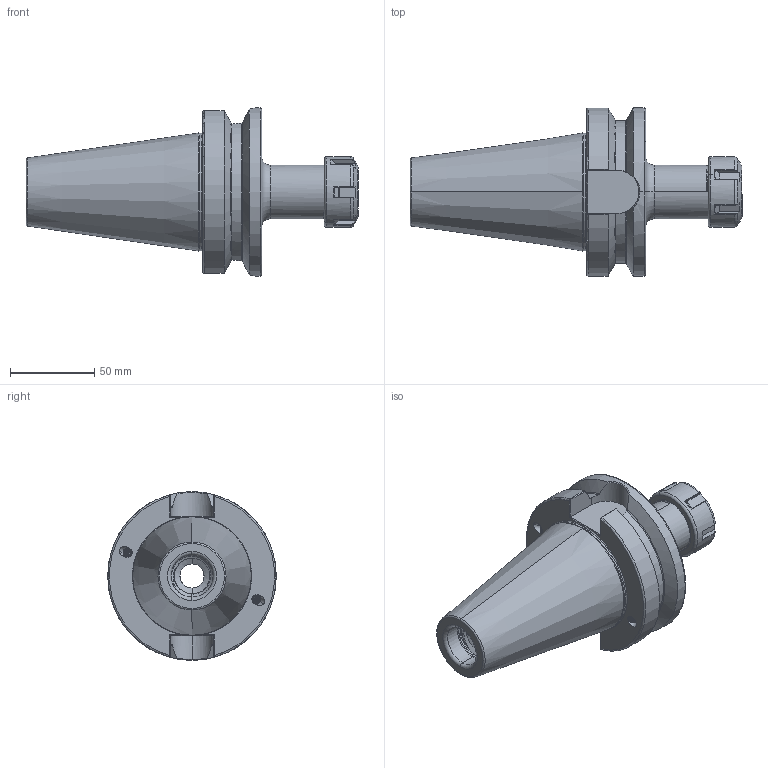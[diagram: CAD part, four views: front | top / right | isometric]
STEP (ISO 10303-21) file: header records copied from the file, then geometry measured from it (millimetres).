
FILE_DESCRIPTION (( 'STEP AP203' ), '1' );
FILE_NAME ('506.02.16.1.STEP', '2016-11-26T00:51:30', ( '' ), ( '' ), 'SwSTEP 2.0', 'SolidWorks 2012', '' );
FILE_SCHEMA (( 'CONFIG_CONTROL_DESIGN' ));
Length unit declared in the file: millimetre
Products named in the file (3): 2-01.100.0250200C7_ER25螺帽(六溝); 506.02.16.1
Assembly tree (2 placements, depth 2):
  506.02.16.1
    506.02.16.1
    2-01.100.0250200C7_ER25螺帽(六溝)
Bounding box: 196.9 x 100 x 100 mm (x, y, z)
Volume: 480454.8 mm3; surface area: 73935.6 mm2
Topology: 2 solids, 2 shells, 368 faces, 984 edges, 620 vertices
Faces by surface type: cylinder 154, plane 78, torus 55, bspline 54, cone 27
Entity records: 24268 total; most frequent: CARTESIAN_POINT 16007, ORIENTED_EDGE 1960, DIRECTION 1344, EDGE_CURVE 980, VERTEX_POINT 620, AXIS2_PLACEMENT_3D 528, EDGE_LOOP 384, ADVANCED_FACE 368
